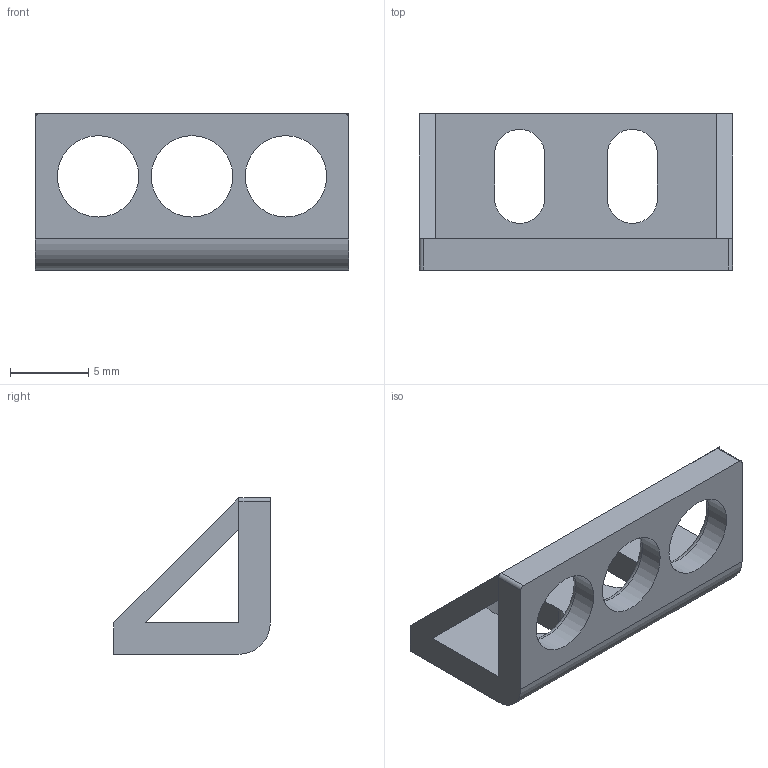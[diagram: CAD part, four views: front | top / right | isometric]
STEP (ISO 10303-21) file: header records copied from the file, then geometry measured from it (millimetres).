
FILE_DESCRIPTION(/* description */ (''),/* implementation_level */ '2;1');
FILE_NAME(/* name */ 'Richtingaanwijzer houder v6.step',/* time_stamp */ '2023-11-27T16:55:27+01:00',/* author */ (''),/* organization */ (''),/* preprocessor_version */ 'ST-DEVELOPER v20',/* originating_system */ 'Autodesk Translation Framework v12.14.0.127',/* authorisation */ '');
FILE_SCHEMA (('AUTOMOTIVE_DESIGN { 1 0 10303 214 3 1 1 }'));
Length unit declared in the file: millimetre
Products named in the file (1): Richtingaanwijzer houder
Bounding box: 20 x 10 x 10 mm (x, y, z)
Volume: 533.5 mm3; surface area: 905 mm2
Topology: 1 solids, 1 shells, 33 faces, 95 edges, 62 vertices
Faces by surface type: plane 20, cylinder 10, torus 3
Full cylindrical faces by diameter (mm): 5.2 x3
Entity records: 1143 total; most frequent: DIRECTION 196, CARTESIAN_POINT 191, ORIENTED_EDGE 190, EDGE_CURVE 95, AXIS2_PLACEMENT_3D 67, LINE 62, VECTOR 62, VERTEX_POINT 62
